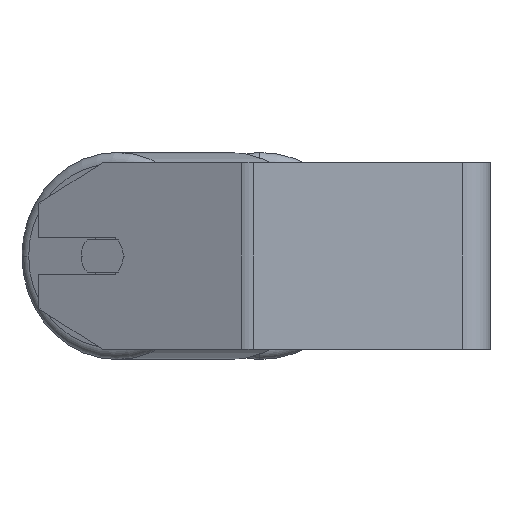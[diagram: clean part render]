
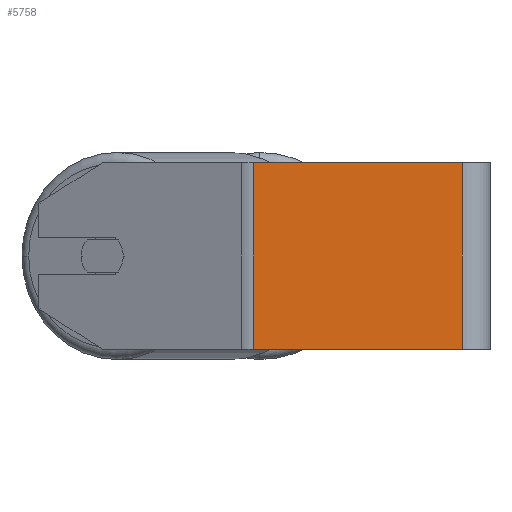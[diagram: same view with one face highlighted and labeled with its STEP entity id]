
A CAD part, left-side view. The second image highlights one B-rep face of the part: STEP entity #5758.
In plain terms, the highlighted planar face has unit normal (-1, 0, 0).
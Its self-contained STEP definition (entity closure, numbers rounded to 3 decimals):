
#58 = CARTESIAN_POINT ( 'NONE',  ( -250., 104.514, 40. ) ) ;
#354 = EDGE_LOOP ( 'NONE', ( #2214, #8165, #7161, #2544 ) ) ;
#374 = VECTOR ( 'NONE', #2390, 1000. ) ;
#503 = CARTESIAN_POINT ( 'NONE',  ( -250., 12., 40. ) ) ;
#646 = VERTEX_POINT ( 'NONE', #3438 ) ;
#881 = CARTESIAN_POINT ( 'NONE',  ( -250., 104.514, -40. ) ) ;
#1227 = EDGE_CURVE ( 'NONE', #3983, #2358, #4512, .T. ) ;
#1252 = DIRECTION ( 'NONE',  ( 0., 0., -1. ) ) ;
#2192 = LINE ( 'NONE', #2997, #374 ) ;
#2214 = ORIENTED_EDGE ( 'NONE', *, *, #5483, .T. ) ;
#2358 = VERTEX_POINT ( 'NONE', #3553 ) ;
#2390 = DIRECTION ( 'NONE',  ( 0., -1., 0. ) ) ;
#2427 = EDGE_CURVE ( 'NONE', #646, #3983, #2192, .T. ) ;
#2544 = ORIENTED_EDGE ( 'NONE', *, *, #7196, .T. ) ;
#2645 = VECTOR ( 'NONE', #3493, 1000. ) ;
#2997 = CARTESIAN_POINT ( 'NONE',  ( -250., 104.514, 40. ) ) ;
#3366 = LINE ( 'NONE', #881, #2645 ) ;
#3438 = CARTESIAN_POINT ( 'NONE',  ( -250., 101.853, 40. ) ) ;
#3493 = DIRECTION ( 'NONE',  ( 0., -1., 0. ) ) ;
#3553 = CARTESIAN_POINT ( 'NONE',  ( -250., 12., -40. ) ) ;
#3840 = CARTESIAN_POINT ( 'NONE',  ( -250., 101.853, -40. ) ) ;
#3983 = VERTEX_POINT ( 'NONE', #503 ) ;
#4397 = LINE ( 'NONE', #6951, #7971 ) ;
#4498 = FACE_OUTER_BOUND ( 'NONE', #354, .T. ) ;
#4512 = LINE ( 'NONE', #4551, #5122 ) ;
#4551 = CARTESIAN_POINT ( 'NONE',  ( -250., 12., 40. ) ) ;
#5122 = VECTOR ( 'NONE', #7745, 1000. ) ;
#5376 = AXIS2_PLACEMENT_3D ( 'NONE', #58, #7083, #1252 ) ;
#5483 = EDGE_CURVE ( 'NONE', #7482, #2358, #3366, .T. ) ;
#5758 = ADVANCED_FACE ( 'NONE', ( #4498 ), #5903, .F. ) ;
#5903 = PLANE ( 'NONE',  #5376 ) ;
#6951 = CARTESIAN_POINT ( 'NONE',  ( -250., 101.853, 40. ) ) ;
#7083 = DIRECTION ( 'NONE',  ( 1., 0., 0. ) ) ;
#7161 = ORIENTED_EDGE ( 'NONE', *, *, #2427, .F. ) ;
#7196 = EDGE_CURVE ( 'NONE', #646, #7482, #4397, .T. ) ;
#7482 = VERTEX_POINT ( 'NONE', #3840 ) ;
#7745 = DIRECTION ( 'NONE',  ( 0., 0., -1. ) ) ;
#7971 = VECTOR ( 'NONE', #8277, 1000. ) ;
#8165 = ORIENTED_EDGE ( 'NONE', *, *, #1227, .F. ) ;
#8277 = DIRECTION ( 'NONE',  ( 0., 0., -1. ) ) ;
